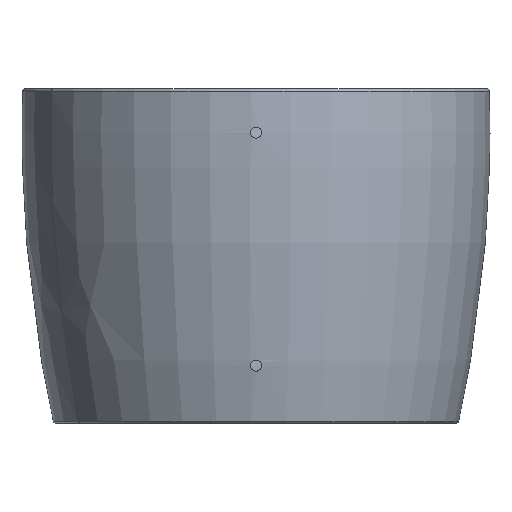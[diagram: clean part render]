
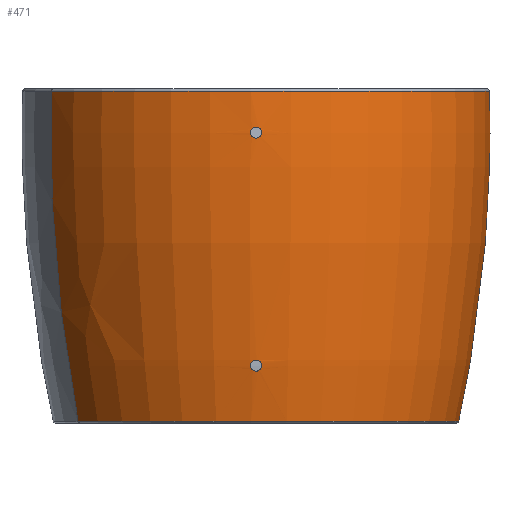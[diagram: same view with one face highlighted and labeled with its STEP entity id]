
A CAD part, left-side view. The second image highlights one B-rep face of the part: STEP entity #471.
In plain terms, the highlighted face is a revolution surface.
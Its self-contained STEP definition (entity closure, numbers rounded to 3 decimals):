
#63=CARTESIAN_POINT('Vertex',(35.465,-64.918,-120.228)) ;
#66=CARTESIAN_POINT('Axis2P3D Location',(0.,0.,-120.228)) ;
#70=CARTESIAN_POINT('Vertex',(-35.465,64.918,-120.228)) ;
#118=CARTESIAN_POINT('Vertex',(40.837,-74.751,0.013)) ;
#134=CARTESIAN_POINT('Vertex',(-40.837,74.751,0.013)) ;
#137=CARTESIAN_POINT('Axis2P3D Location',(0.,0.,0.013)) ;
#234=CARTESIAN_POINT('Vertex',(-85.352,2.,-15.)) ;
#238=CARTESIAN_POINT('Control Point',(-85.352,-2.,-15.)) ;
#239=CARTESIAN_POINT('Control Point',(-85.352,-2.,-15.508)) ;
#240=CARTESIAN_POINT('Control Point',(-85.354,-1.839,-16.016)) ;
#241=CARTESIAN_POINT('Control Point',(-85.359,-1.515,-16.46)) ;
#242=CARTESIAN_POINT('Control Point',(-85.367,-0.846,-16.922)) ;
#243=CARTESIAN_POINT('Control Point',(-85.369,-0.066,-17.024)) ;
#244=CARTESIAN_POINT('Control Point',(-85.368,0.196,-17.016)) ;
#245=CARTESIAN_POINT('Control Point',(-85.366,0.942,-16.868)) ;
#246=CARTESIAN_POINT('Control Point',(-85.358,1.562,-16.394)) ;
#247=CARTESIAN_POINT('Control Point',(-85.353,1.854,-15.966)) ;
#248=CARTESIAN_POINT('Control Point',(-85.352,2.,-15.483)) ;
#249=CARTESIAN_POINT('Control Point',(-85.352,2.,-15.)) ;
#250=CARTESIAN_POINT('Vertex',(-85.352,-2.,-15.)) ;
#282=CARTESIAN_POINT('Control Point',(-85.352,2.,-15.)) ;
#283=CARTESIAN_POINT('Control Point',(-85.353,2.,-14.492)) ;
#284=CARTESIAN_POINT('Control Point',(-85.358,1.839,-13.984)) ;
#285=CARTESIAN_POINT('Control Point',(-85.365,1.515,-13.54)) ;
#286=CARTESIAN_POINT('Control Point',(-85.374,0.846,-13.078)) ;
#287=CARTESIAN_POINT('Control Point',(-85.376,0.066,-12.976)) ;
#288=CARTESIAN_POINT('Control Point',(-85.376,-0.196,-12.984)) ;
#289=CARTESIAN_POINT('Control Point',(-85.373,-0.942,-13.132)) ;
#290=CARTESIAN_POINT('Control Point',(-85.364,-1.562,-13.606)) ;
#291=CARTESIAN_POINT('Control Point',(-85.357,-1.854,-14.034)) ;
#292=CARTESIAN_POINT('Control Point',(-85.353,-2.,-14.517)) ;
#293=CARTESIAN_POINT('Control Point',(-85.352,-2.,-15.)) ;
#327=CARTESIAN_POINT('Vertex',(-77.909,2.,-100.)) ;
#331=CARTESIAN_POINT('Control Point',(-77.909,-2.,-100.)) ;
#332=CARTESIAN_POINT('Control Point',(-77.832,-2.,-100.44)) ;
#333=CARTESIAN_POINT('Control Point',(-77.758,-1.879,-100.88)) ;
#334=CARTESIAN_POINT('Control Point',(-77.695,-1.636,-101.275)) ;
#335=CARTESIAN_POINT('Control Point',(-77.618,-1.103,-101.761)) ;
#336=CARTESIAN_POINT('Control Point',(-77.585,-0.436,-101.977)) ;
#337=CARTESIAN_POINT('Control Point',(-77.579,-0.178,-102.017)) ;
#338=CARTESIAN_POINT('Control Point',(-77.58,0.646,-102.01)) ;
#339=CARTESIAN_POINT('Control Point',(-77.644,1.402,-101.594)) ;
#340=CARTESIAN_POINT('Control Point',(-77.717,1.802,-101.127)) ;
#341=CARTESIAN_POINT('Control Point',(-77.811,2.,-100.563)) ;
#342=CARTESIAN_POINT('Control Point',(-77.909,2.,-100.)) ;
#343=CARTESIAN_POINT('Vertex',(-77.909,-2.,-100.)) ;
#375=CARTESIAN_POINT('Control Point',(-77.909,2.,-100.)) ;
#376=CARTESIAN_POINT('Control Point',(-78.031,2.,-99.304)) ;
#377=CARTESIAN_POINT('Control Point',(-78.159,1.697,-98.609)) ;
#378=CARTESIAN_POINT('Control Point',(-78.261,1.09,-98.097)) ;
#379=CARTESIAN_POINT('Control Point',(-78.325,-0.236,-97.765)) ;
#380=CARTESIAN_POINT('Control Point',(-78.201,-1.402,-98.405)) ;
#381=CARTESIAN_POINT('Control Point',(-78.11,-1.801,-98.871)) ;
#382=CARTESIAN_POINT('Control Point',(-78.008,-2.,-99.435)) ;
#383=CARTESIAN_POINT('Control Point',(-77.909,-2.,-100.)) ;
#407=CARTESIAN_POINT('Control Point',(0.,73.974,-120.228)) ;
#408=CARTESIAN_POINT('Control Point',(0.,80.401,-90.654)) ;
#409=CARTESIAN_POINT('Control Point',(0.,84.44,-60.561)) ;
#410=CARTESIAN_POINT('Control Point',(0.,86.03,-30.239)) ;
#411=CARTESIAN_POINT('Control Point',(0.,85.179,0.013)) ;
#412=CARTESIAN_POINT('Axis1P Location',(0.,0.,-60.015)) ;
#417=CARTESIAN_POINT('Control Point',(37.297,-68.272,-100.794)) ;
#418=CARTESIAN_POINT('Control Point',(37.224,-68.362,-100.544)) ;
#419=CARTESIAN_POINT('Control Point',(37.199,-68.43,-100.272)) ;
#420=CARTESIAN_POINT('Control Point',(37.223,-68.471,-100.)) ;
#421=CARTESIAN_POINT('Vertex',(37.297,-68.272,-100.794)) ;
#423=CARTESIAN_POINT('Vertex',(37.223,-68.471,-100.)) ;
#427=CARTESIAN_POINT('Control Point',(37.429,-68.513,-99.221)) ;
#428=CARTESIAN_POINT('Control Point',(37.317,-68.526,-99.467)) ;
#429=CARTESIAN_POINT('Control Point',(37.246,-68.512,-99.733)) ;
#430=CARTESIAN_POINT('Control Point',(37.223,-68.471,-100.)) ;
#431=CARTESIAN_POINT('Vertex',(37.429,-68.513,-99.221)) ;
#435=CARTESIAN_POINT('Control Point',(37.429,-68.513,-99.221)) ;
#436=CARTESIAN_POINT('Control Point',(39.463,-72.237,-74.672)) ;
#437=CARTESIAN_POINT('Control Point',(40.716,-74.53,-49.84)) ;
#438=CARTESIAN_POINT('Control Point',(41.173,-75.367,-24.89)) ;
#439=CARTESIAN_POINT('Control Point',(40.837,-74.751,0.013)) ;
#442=CARTESIAN_POINT('Control Point',(-35.465,64.918,-120.228)) ;
#443=CARTESIAN_POINT('Control Point',(-38.546,70.558,-90.654)) ;
#444=CARTESIAN_POINT('Control Point',(-40.483,74.103,-60.561)) ;
#445=CARTESIAN_POINT('Control Point',(-41.245,75.499,-30.239)) ;
#446=CARTESIAN_POINT('Control Point',(-40.837,74.751,0.013)) ;
#449=CARTESIAN_POINT('Control Point',(35.465,-64.918,-120.228)) ;
#450=CARTESIAN_POINT('Control Point',(36.137,-66.149,-113.776)) ;
#451=CARTESIAN_POINT('Control Point',(36.748,-67.267,-107.296)) ;
#452=CARTESIAN_POINT('Control Point',(37.297,-68.272,-100.794)) ;
#67=DIRECTION('Axis2P3D Direction',(0.,0.,1.)) ;
#138=DIRECTION('Axis2P3D Direction',(0.,0.,1.)) ;
#413=DIRECTION('Axis1P Direction',(0.,0.,1.)) ;
#68=AXIS2_PLACEMENT_3D('Circle Axis2P3D',#66,#67,$) ;
#139=AXIS2_PLACEMENT_3D('Circle Axis2P3D',#137,#138,$) ;
#455=ORIENTED_EDGE('',*,*,#425,.T.) ;
#456=ORIENTED_EDGE('',*,*,#433,.F.) ;
#457=ORIENTED_EDGE('',*,*,#440,.T.) ;
#458=ORIENTED_EDGE('',*,*,#141,.F.) ;
#459=ORIENTED_EDGE('',*,*,#447,.F.) ;
#460=ORIENTED_EDGE('',*,*,#72,.T.) ;
#461=ORIENTED_EDGE('',*,*,#453,.T.) ;
#464=ORIENTED_EDGE('',*,*,#252,.T.) ;
#465=ORIENTED_EDGE('',*,*,#294,.T.) ;
#468=ORIENTED_EDGE('',*,*,#345,.T.) ;
#469=ORIENTED_EDGE('',*,*,#384,.T.) ;
#466=FACE_BOUND('',#463,.T.) ;
#470=FACE_BOUND('',#467,.T.) ;
#471=ADVANCED_FACE('Corps principal',(#462,#466,#470),#415,.T.) ;
#414=AXIS1_PLACEMENT('Revolution Surface Axis1P',#412,#413) ;
#237=B_SPLINE_CURVE_WITH_KNOTS('',5,(#238,#239,#240,#241,#242,#243,#244,#245,#246,#247,#248,#249),.UNSPECIFIED.,.F.,.U.,(6,3,3,6),(0.,3.592,5.369,8.784),.UNSPECIFIED.) ;
#281=B_SPLINE_CURVE_WITH_KNOTS('',5,(#282,#283,#284,#285,#286,#287,#288,#289,#290,#291,#292,#293),.UNSPECIFIED.,.F.,.U.,(6,3,3,6),(0.,3.592,5.369,8.784),.UNSPECIFIED.) ;
#330=B_SPLINE_CURVE_WITH_KNOTS('',5,(#331,#332,#333,#334,#335,#336,#337,#338,#339,#340,#341,#342),.UNSPECIFIED.,.F.,.U.,(6,3,3,6),(0.,3.156,5.014,9.054),.UNSPECIFIED.) ;
#374=B_SPLINE_CURVE_WITH_KNOTS('',5,(#375,#376,#377,#378,#379,#380,#381,#382,#383),.UNSPECIFIED.,.F.,.U.,(6,3,6),(0.,4.998,9.051),.UNSPECIFIED.) ;
#406=B_SPLINE_CURVE_WITH_KNOTS('',4,(#407,#408,#409,#410,#411),.UNSPECIFIED.,.F.,.U.,(5,5),(3034.604,3155.663),.UNSPECIFIED.) ;
#416=B_SPLINE_CURVE_WITH_KNOTS('',3,(#417,#418,#419,#420),.UNSPECIFIED.,.F.,.U.,(4,4),(0.,1.172),.UNSPECIFIED.) ;
#426=B_SPLINE_CURVE_WITH_KNOTS('',3,(#427,#428,#429,#430),.UNSPECIFIED.,.F.,.U.,(4,4),(0.,1.149),.UNSPECIFIED.) ;
#434=B_SPLINE_CURVE_WITH_KNOTS('',4,(#435,#436,#437,#438,#439),.UNSPECIFIED.,.F.,.U.,(5,5),(3056.009,3155.663),.UNSPECIFIED.) ;
#441=B_SPLINE_CURVE_WITH_KNOTS('',4,(#442,#443,#444,#445,#446),.UNSPECIFIED.,.F.,.U.,(5,5),(3034.604,3155.663),.UNSPECIFIED.) ;
#448=B_SPLINE_CURVE_WITH_KNOTS('',3,(#449,#450,#451,#452),.UNSPECIFIED.,.F.,.U.,(4,4),(3034.604,3054.412),.UNSPECIFIED.) ;
#69=CIRCLE('generated circle',#68,73.974) ;
#140=CIRCLE('generated circle',#139,85.179) ;
#72=EDGE_CURVE('',#71,#64,#69,.T.) ;
#141=EDGE_CURVE('',#135,#119,#140,.T.) ;
#252=EDGE_CURVE('',#251,#235,#237,.T.) ;
#294=EDGE_CURVE('',#235,#251,#281,.T.) ;
#345=EDGE_CURVE('',#344,#328,#330,.T.) ;
#384=EDGE_CURVE('',#328,#344,#374,.T.) ;
#425=EDGE_CURVE('',#422,#424,#416,.T.) ;
#433=EDGE_CURVE('',#432,#424,#426,.T.) ;
#440=EDGE_CURVE('',#432,#119,#434,.T.) ;
#447=EDGE_CURVE('',#71,#135,#441,.T.) ;
#453=EDGE_CURVE('',#64,#422,#448,.T.) ;
#454=EDGE_LOOP('',(#455,#456,#457,#458,#459,#460,#461)) ;
#463=EDGE_LOOP('',(#464,#465)) ;
#467=EDGE_LOOP('',(#468,#469)) ;
#462=FACE_OUTER_BOUND('',#454,.T.) ;
#415=SURFACE_OF_REVOLUTION('Surface of Revolution',#406,#414) ;
#64=VERTEX_POINT('',#63) ;
#71=VERTEX_POINT('',#70) ;
#119=VERTEX_POINT('',#118) ;
#135=VERTEX_POINT('',#134) ;
#235=VERTEX_POINT('',#234) ;
#251=VERTEX_POINT('',#250) ;
#328=VERTEX_POINT('',#327) ;
#344=VERTEX_POINT('',#343) ;
#422=VERTEX_POINT('',#421) ;
#424=VERTEX_POINT('',#423) ;
#432=VERTEX_POINT('',#431) ;
